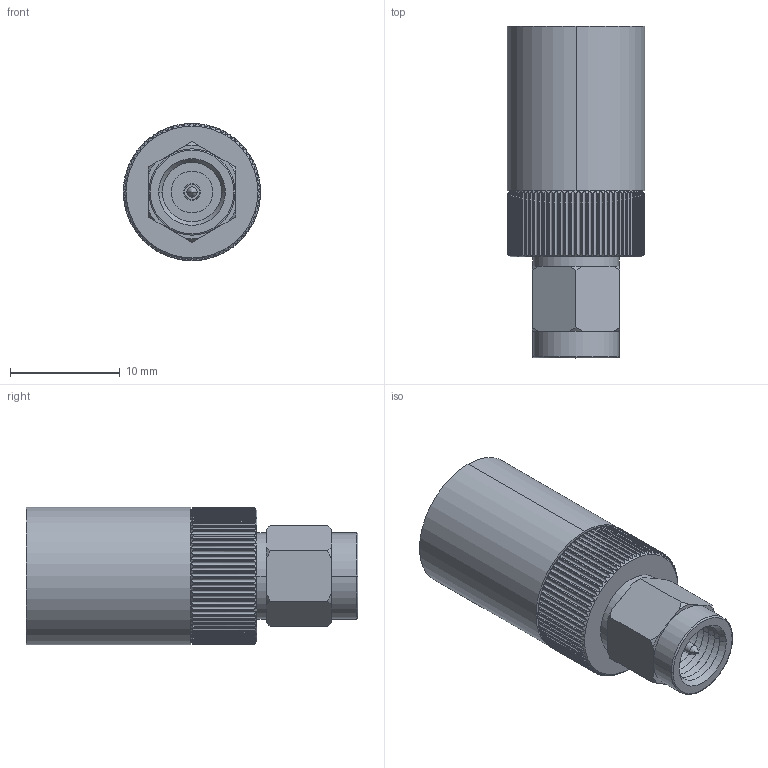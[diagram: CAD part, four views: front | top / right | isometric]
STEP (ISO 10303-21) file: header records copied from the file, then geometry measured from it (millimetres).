
FILE_DESCRIPTION (( 'STEP AP214' ), '1' );
FILE_NAME ('HPC401.STEP', '2019-02-04T18:04:16', ( '' ), ( '' ), 'SwSTEP 2.0', 'SolidWorks 2017', '' );
FILE_SCHEMA (( 'AUTOMOTIVE_DESIGN' ));
Length unit declared in the file: inch
Products named in the file (4): HPC401-MA2; HPC401-MA1; HPC401
Assembly tree (3 placements, depth 2):
  HPC401
    HPC401-MA2
    HPC401
    HPC401-MA1
Bounding box: 12.5 x 30.18 x 12.5 mm (x, y, z)
Volume: 1666.5 mm3; surface area: 2783.5 mm2
Topology: 3 solids, 3 shells, 483 faces, 1357 edges, 887 vertices
Faces by surface type: cylinder 401, cone 58, plane 22, torus 2
Entity records: 22261 total; most frequent: CARTESIAN_POINT 9049, ORIENTED_EDGE 2710, DIRECTION 1989, EDGE_CURVE 1355, VERTEX_POINT 887, AXIS2_PLACEMENT_3D 761, B_SPLINE_CURVE_WITH_KNOTS 616, EDGE_LOOP 498
